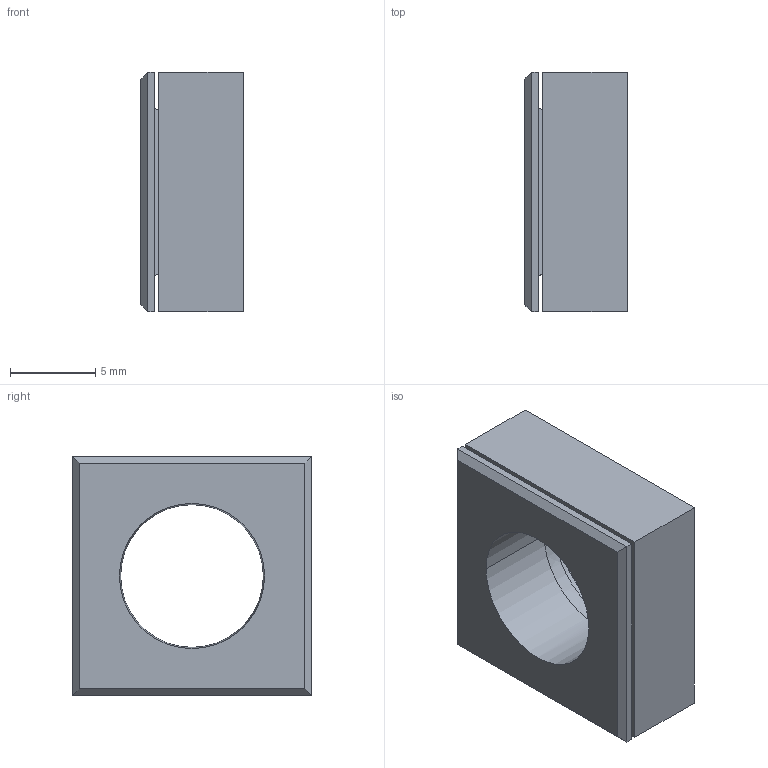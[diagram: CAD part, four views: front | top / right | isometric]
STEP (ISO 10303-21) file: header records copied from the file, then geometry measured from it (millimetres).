
FILE_DESCRIPTION (( 'STEP AP203' ), '1' );
FILE_NAME ('lens housing square.STEP', '2025-04-06T03:23:30', ( '' ), ( '' ), 'SwSTEP 2.0', 'SolidWorks 2024', '' );
FILE_SCHEMA (( 'CONFIG_CONTROL_DESIGN' ));
Length unit declared in the file: millimetre
Products named in the file (1): lens housing square
Bounding box: 5.98 x 14 x 14 mm (x, y, z)
Volume: 683 mm3; surface area: 1306.7 mm2
Topology: 2 solids, 2 shells, 42 faces, 97 edges, 60 vertices
Faces by surface type: plane 29, cylinder 9, torus 2, sphere 2
Entity records: 1248 total; most frequent: CARTESIAN_POINT 218, ORIENTED_EDGE 194, DIRECTION 193, EDGE_CURVE 97, LINE 75, VECTOR 75, VERTEX_POINT 60, AXIS2_PLACEMENT_3D 59
